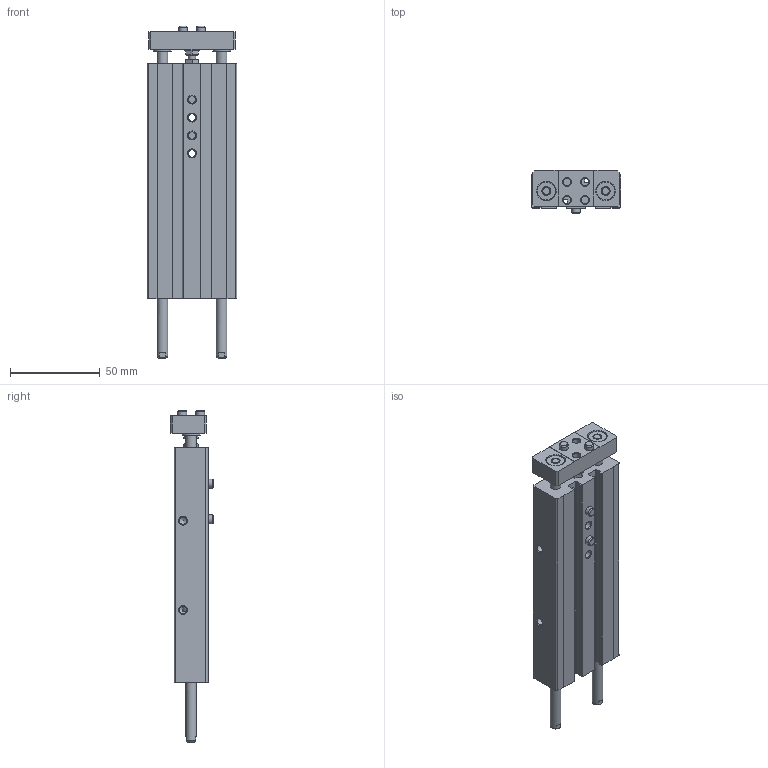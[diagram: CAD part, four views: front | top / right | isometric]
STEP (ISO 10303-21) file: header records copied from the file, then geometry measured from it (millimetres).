
FILE_DESCRIPTION(/* description */ ('STEP AP214'),/* implementation_level */ '2;1');
FILE_NAME(/* name */ '162007_DPZ-10-25-P-A-KF-S2',/* time_stamp */ '2024-08-20T22:53:23+02:00',/* author */ ('License CC BY-ND 4.0'),/* organization */ ('CADENAS'),/* preprocessor_version */ 'ST-DEVELOPER v19.3',/* originating_system */ 'PARTsolutions',/* authorisation */ ' ');
FILE_SCHEMA (('AUTOMOTIVE_DESIGN {1 0 10303 214 3 1 1}'));
Length unit declared in the file: millimetre
Products named in the file (6): 162007 DPZ-10-25-P-A-KF-S2---(asm_0); 162007 DPZ-10-25-P-A-KF-S2---(Z); 162007 DPZ-10-25-P-A-KF-S2---(K); 150928 ZBS-5; DIN-439-B - M4(F); Hexagon bolt DIN 933 - M4x18
Assembly tree (8 placements, depth 2):
  162007 DPZ-10-25-P-A-KF-S2---(asm_0)
    162007 DPZ-10-25-P-A-KF-S2---(Z)
    162007 DPZ-10-25-P-A-KF-S2---(K)
    150928 ZBS-5  x4
    DIN-439-B - M4(F)
    Hexagon bolt DIN 933 - M4x18
Bounding box: 50 x 24 x 185 mm (x, y, z)
Volume: 115931.2 mm3; surface area: 44867.3 mm2
Topology: 8 solids, 8 shells, 257 faces, 625 edges, 402 vertices
Faces by surface type: plane 121, cylinder 84, cone 49, torus 3
Full cylindrical faces by diameter (mm): 3.242 x9, 4 x1, 4.134 x6, 5 x10, 6 x8, 6.03 x1, 7.5 x2, 8 x1, 10 x8, 11 x2
Entity records: 6891 total; most frequent: CARTESIAN_POINT 1297, DIRECTION 1159, ORIENTED_EDGE 988, EDGE_CURVE 494, AXIS2_PLACEMENT_3D 457, VERTEX_POINT 369, FACE_BOUND 369, EDGE_LOOP 362
